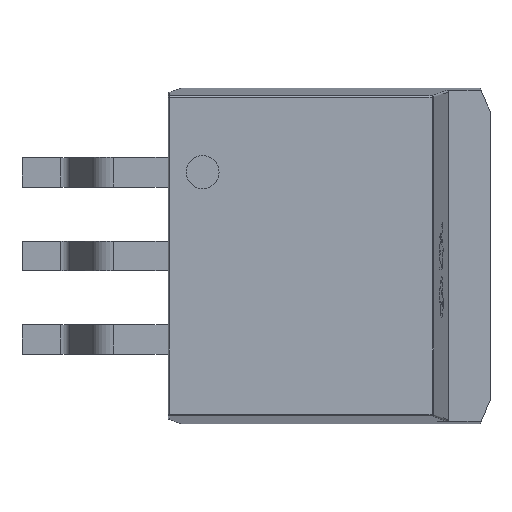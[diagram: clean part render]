
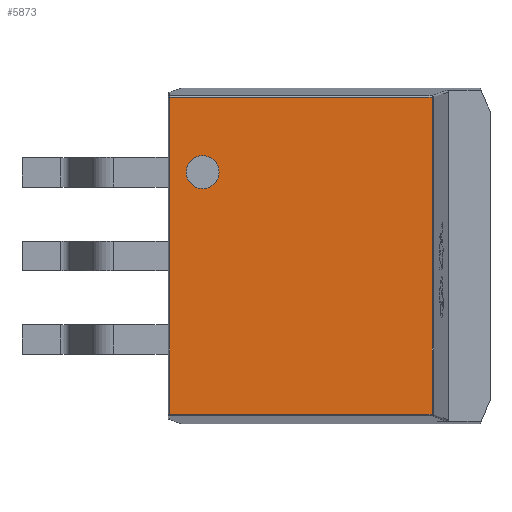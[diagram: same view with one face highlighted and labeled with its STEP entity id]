
A CAD part, top view. The second image highlights one B-rep face of the part: STEP entity #5873.
In plain terms, the highlighted planar face has unit normal (0, 0, 1).
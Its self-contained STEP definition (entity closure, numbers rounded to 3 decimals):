
#341=FACE_BOUND('',#787,.T.);
#349=CIRCLE('',#6221,0.5);
#434=FACE_OUTER_BOUND('',#786,.T.);
#786=EDGE_LOOP('',(#4086,#4087,#4088,#4089));
#787=EDGE_LOOP('',(#4090));
#1276=LINE('',#8605,#1903);
#1277=LINE('',#8607,#1904);
#1278=LINE('',#8609,#1905);
#1279=LINE('',#8610,#1906);
#1903=VECTOR('',#6869,1.);
#1904=VECTOR('',#6870,1.);
#1905=VECTOR('',#6871,1.);
#1906=VECTOR('',#6872,1.);
#2389=VERTEX_POINT('',#8032);
#2595=VERTEX_POINT('',#8603);
#2596=VERTEX_POINT('',#8604);
#2597=VERTEX_POINT('',#8606);
#2598=VERTEX_POINT('',#8608);
#2962=EDGE_CURVE('',#2389,#2389,#349,.T.);
#3172=EDGE_CURVE('',#2595,#2596,#1276,.T.);
#3173=EDGE_CURVE('',#2596,#2597,#1277,.T.);
#3174=EDGE_CURVE('',#2597,#2598,#1278,.T.);
#3175=EDGE_CURVE('',#2598,#2595,#1279,.T.);
#4086=ORIENTED_EDGE('',*,*,#3172,.T.);
#4087=ORIENTED_EDGE('',*,*,#3173,.T.);
#4088=ORIENTED_EDGE('',*,*,#3174,.T.);
#4089=ORIENTED_EDGE('',*,*,#3175,.T.);
#4090=ORIENTED_EDGE('',*,*,#2962,.F.);
#5539=PLANE('',#6263);
#5873=ADVANCED_FACE('',(#434,#341),#5539,.T.);
#6221=AXIS2_PLACEMENT_3D('',#8034,#6656,#6657);
#6263=AXIS2_PLACEMENT_3D('',#8602,#6867,#6868);
#6656=DIRECTION('center_axis',(0.,0.,1.));
#6657=DIRECTION('ref_axis',(0.,-1.,0.));
#6867=DIRECTION('center_axis',(0.,0.,1.));
#6868=DIRECTION('ref_axis',(0.,-1.,0.));
#6869=DIRECTION('',(-1.,0.,0.));
#6870=DIRECTION('',(0.,-1.,0.));
#6871=DIRECTION('',(1.,0.,0.));
#6872=DIRECTION('',(0.,1.,0.));
#8032=CARTESIAN_POINT('',(-0.423,3.042,4.5));
#8034=CARTESIAN_POINT('Origin',(-0.423,2.542,4.5));
#8602=CARTESIAN_POINT('Origin',(-5.903,0.002,4.5));
#8603=CARTESIAN_POINT('',(6.551,4.819,4.5));
#8604=CARTESIAN_POINT('',(-1.423,4.819,4.5));
#8605=CARTESIAN_POINT('',(-1.473,4.819,4.5));
#8606=CARTESIAN_POINT('',(-1.423,-4.815,4.5));
#8607=CARTESIAN_POINT('',(-1.423,-4.862,4.5));
#8608=CARTESIAN_POINT('',(6.551,-4.815,4.5));
#8609=CARTESIAN_POINT('',(6.594,-4.815,4.5));
#8610=CARTESIAN_POINT('',(6.551,4.866,4.5));
